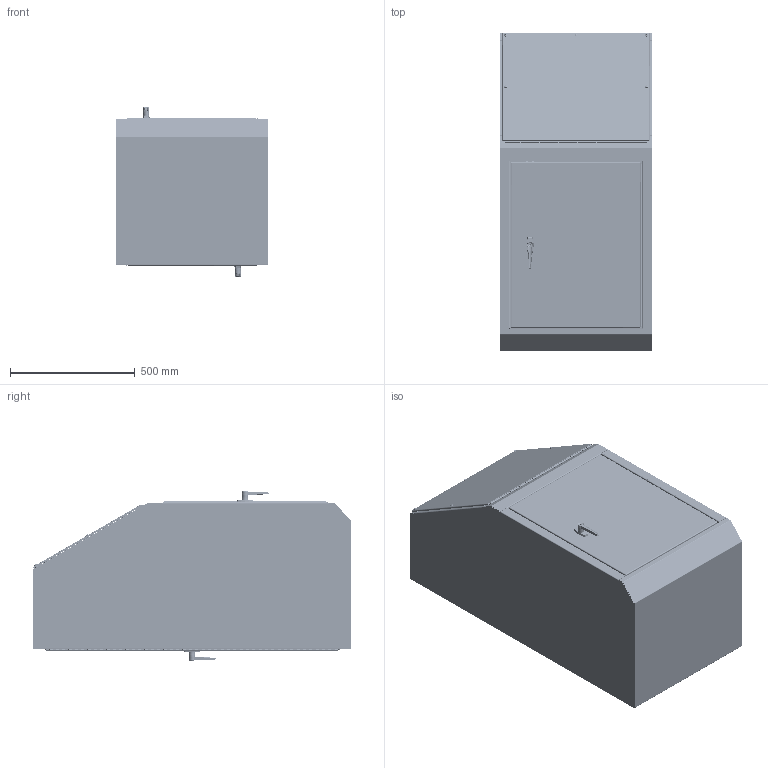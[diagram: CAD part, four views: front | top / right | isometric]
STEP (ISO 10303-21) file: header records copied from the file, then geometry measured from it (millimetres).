
FILE_DESCRIPTION(/* description */ ('WC14, CONSOLE BODY, SD, CS, 50X24X23'),/* implementation_level */ '2;1');
FILE_NAME(/* name */ 'WC14B.stp',/* time_stamp */ '2021-03-22T14:54:59-05:00',/* author */ ('kadelman'),/* organization */ (''),/* preprocessor_version */ 'ST-DEVELOPER v18.1',/* originating_system */ 'Autodesk Inventor 2020',/* authorisation */ '');
FILE_SCHEMA (('AUTOMOTIVE_DESIGN { 1 0 10303 214 3 1 1 }'));
Products named in the file (52): WC14B; 34984; WC14CONSOLEEWP-LS; WC14BTOP; WC14CONSOLEEWP-RS; WC14BABVDR; WC14BBTM; WC14BCVP; WC14BFDR; WC14BRDR; H5050135; H5050135_1; H5050135_2; H5050135_3; H5050135_4; H5050135_5; H5050135_6; H5050135_7; H5050135_8; FUN00106; FUN00100; 37633; 3889; HFW372235; HFW372235-WASHER; HFW372235-SCREW; 388115; AS 2465 - 3/8  UNC; 38846; 3244; 3761; 39036; 3934; ANSI B18.6.3 - 3/8-16 UNC - 1.75; 37032; 37032_1; 37033; 37033_1; 3862; 31215 ...
Assembly tree (83 placements, depth 4):
  WC14B
    34984  x2
    WC14CONSOLEEWP-LS
    WC14BTOP
    WC14CONSOLEEWP-RS
    WC14BABVDR
    WC14BBTM
    WC14BCVP
    WC14BFDR
    WC14BRDR
    H5050135
    H5050135_1
    H5050135_2
    H5050135_3
    H5050135_4
    H5050135_5
    H5050135_6
    H5050135_7
    H5050135_8
    FUN00106  x2
    FUN00100  x4
    37633
    3889
    AS 2465 - 3/8  UNC  x2
    HFW372235  x5
      HFW372235-WASHER
      HFW372235-SCREW
    388115
    38846  x4
    3244  x2
    3761  x2
    3934  x2
    39036  x4
    ANSI B18.6.3 - 3/8-16 UNC - 1.75  x4
    37033  x2
      37033_1
      3862
      31215
      HFW3762
    37032  x2
      37032_1
      3862
      31215
      HFW3762
    WC14BFRONTDRGSKT
    WC14BBACKDRGSKT
    WC14BCVPGSKT
    HFW312002  x4
      CP10184202R01_Standard
        CP10184202R01_Deep Recess
        CP10184202R03 MODIFY
      CP10184202R02
      CP10184202R04
        _22030_0932_Spring_Plunger__1_b_2
        _22030_0932_Spring_Plunger__1_a_4
Bounding box: 612.77 x 1273.94 x 677.65 mm (x, y, z)
Volume: 8882507.1 mm3; surface area: 9058471.2 mm2
Topology: 101 solids, 195 shells, 6249 faces, 16422 edges, 10609 vertices
Faces by surface type: plane 3045, cylinder 1620, bspline 1114, cone 183, torus 161, sphere 126
Full cylindrical faces by diameter (mm): 1.5 x4, 2.5 x4, 3.17 x2, 3.175 x3, 3.302 x2, 3.5 x4, 3.505 x188, 3.556 x5, 3.589 x45, 3.962 x2, 4 x6, 4.039 x4, 4.445 x5, 4.724 x40, 4.773 x4, 4.978 x2, 5 x4, 5.16 x40, 6 x4, 6.128 x4, 6.172 x4, 6.299 x2, 6.35 x25, 6.528 x5, 6.535 x32, 7.144 x4, 7.798 x2, 7.938 x26, 8.153 x4, 8.382 x4
Entity records: 140183 total; most frequent: CARTESIAN_POINT 55625, ORIENTED_EDGE 17514, DIRECTION 15624, EDGE_CURVE 8757, VERTEX_POINT 5658, LINE 5380, VECTOR 5380, AXIS2_PLACEMENT_3D 5122
